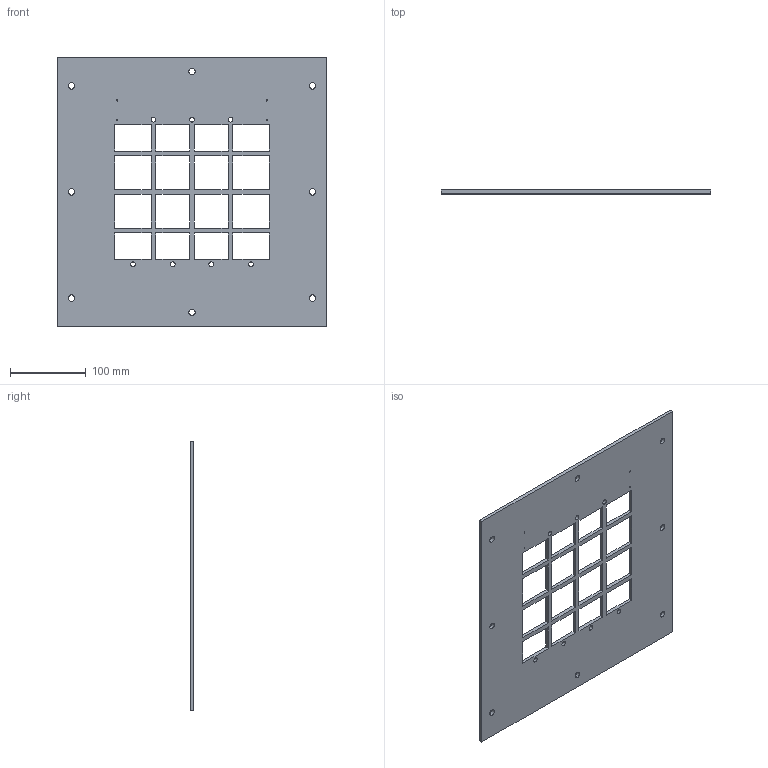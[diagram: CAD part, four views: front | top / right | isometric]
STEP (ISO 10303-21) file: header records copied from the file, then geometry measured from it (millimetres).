
FILE_DESCRIPTION(/* description */ ('STEP AP242','CAx-IF Rec.Pracs.---Representation and Presentation of Product Manufacturing Information (PMI)---4.0---2014-10-13','CAx-IF Rec.Pracs.---3D Tessellated Geometry---0.4---2014-09-14','2;1'),/* implementation_level */ '2;1');
FILE_NAME(/* name */ '6600e9e2f8aca97e765b6e46',/* time_stamp */ '2024-03-25T03:05:06Z',/* author */ (''),/* organization */ (''),/* preprocessor_version */ 'ST-DEVELOPER v19.4',/* originating_system */ ' ',/* authorisation */ ' ');
FILE_SCHEMA (('AP242_MANAGED_MODEL_BASED_3D_ENGINEERING_MIM_LF { 1 0 10303 442 1 1 4 }'));
Length unit declared in the file: metre
Products named in the file (1): back panel w/ window
Bounding box: 355.6 x 4.75 x 355.6 mm (x, y, z)
Volume: 458618.9 mm3; surface area: 214642.5 mm2
Topology: 1 solids, 1 shells, 90 faces, 264 edges, 176 vertices
Faces by surface type: plane 70, cylinder 20
Full cylindrical faces by diameter (mm): 1.587 x4, 6.35 x7, 8.33 x2, 8.331 x5
Entity records: 3042 total; most frequent: CARTESIAN_POINT 513, ORIENTED_EDGE 492, DIRECTION 468, EDGE_CURVE 246, LINE 206, VECTOR 206, EDGE_LOOP 178, FACE_BOUND 178
